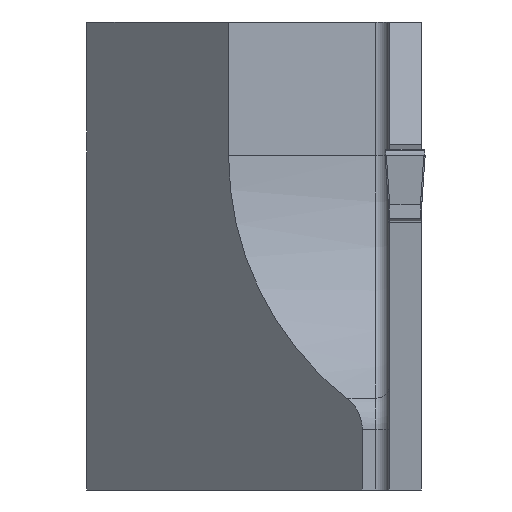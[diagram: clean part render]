
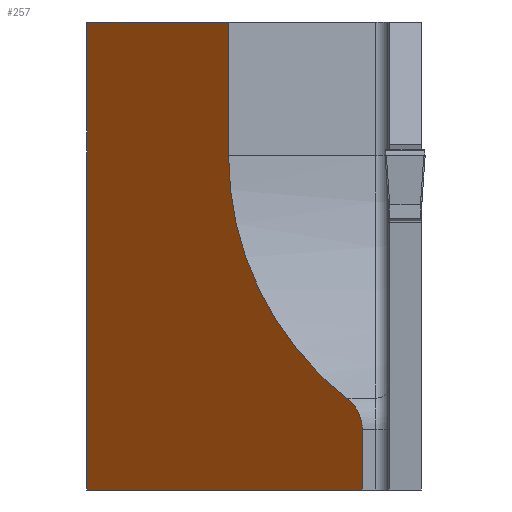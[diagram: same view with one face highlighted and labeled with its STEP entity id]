
A CAD part, left-side view. The second image highlights one B-rep face of the part: STEP entity #257.
In plain terms, the highlighted planar face has unit normal (-0.707, 0.707, 0).
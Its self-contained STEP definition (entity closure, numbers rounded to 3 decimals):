
#224=ELLIPSE('',#1047,4.243,3.);
#225=ELLIPSE('',#1063,32.527,23.);
#257=ADVANCED_FACE('',(#335),#296,.F.);
#296=PLANE('',#1076);
#335=FACE_OUTER_BOUND('',#381,.T.);
#381=EDGE_LOOP('',(#524,#525,#526,#527,#528,#529,#530));
#524=ORIENTED_EDGE('',*,*,#774,.F.);
#525=ORIENTED_EDGE('',*,*,#755,.F.);
#526=ORIENTED_EDGE('',*,*,#759,.F.);
#527=ORIENTED_EDGE('',*,*,#789,.F.);
#528=ORIENTED_EDGE('',*,*,#786,.F.);
#529=ORIENTED_EDGE('',*,*,#762,.F.);
#530=ORIENTED_EDGE('',*,*,#769,.F.);
#676=VERTEX_POINT('',#1383);
#677=VERTEX_POINT('',#1385);
#680=VERTEX_POINT('',#1392);
#681=VERTEX_POINT('',#1397);
#683=VERTEX_POINT('',#1400);
#687=VERTEX_POINT('',#1411);
#696=VERTEX_POINT('',#1446);
#755=EDGE_CURVE('',#676,#677,#875,.T.);
#759=EDGE_CURVE('',#680,#676,#224,.T.);
#762=EDGE_CURVE('',#681,#683,#880,.T.);
#769=EDGE_CURVE('',#687,#681,#886,.T.);
#774=EDGE_CURVE('',#677,#687,#890,.T.);
#786=EDGE_CURVE('',#683,#696,#901,.T.);
#789=EDGE_CURVE('',#696,#680,#225,.T.);
#875=LINE('',#1384,#965);
#880=LINE('',#1399,#970);
#886=LINE('',#1413,#976);
#890=LINE('',#1422,#980);
#901=LINE('',#1445,#991);
#965=VECTOR('',#1135,1.);
#970=VECTOR('',#1148,1.);
#976=VECTOR('',#1158,1.);
#980=VECTOR('',#1166,1.);
#991=VECTOR('',#1193,1.);
#1047=AXIS2_PLACEMENT_3D('',#1393,#1141,#1142);
#1063=AXIS2_PLACEMENT_3D('',#1451,#1198,#1199);
#1076=AXIS2_PLACEMENT_3D('',#1476,#1230,#1231);
#1135=DIRECTION('',(0.,0.,-1.));
#1141=DIRECTION('',(0.707,-0.707,0.));
#1142=DIRECTION('',(-0.707,-0.707,0.));
#1148=DIRECTION('',(-0.707,-0.707,0.));
#1158=DIRECTION('',(0.,0.,1.));
#1166=DIRECTION('',(0.707,0.707,0.));
#1193=DIRECTION('',(0.,0.,-1.));
#1198=DIRECTION('',(-0.707,0.707,0.));
#1199=DIRECTION('',(-0.707,-0.707,0.));
#1230=DIRECTION('',(0.707,-0.707,0.));
#1231=DIRECTION('',(0.707,0.707,0.));
#1383=CARTESIAN_POINT('',(13.,4.4,-20.494));
#1384=CARTESIAN_POINT('',(13.,4.4,30.));
#1385=CARTESIAN_POINT('',(13.,4.4,-25.));
#1392=CARTESIAN_POINT('',(14.154,5.554,-18.129));
#1393=CARTESIAN_POINT('',(16.,7.4,-20.494));
#1397=CARTESIAN_POINT('',(33.6,25.,10.));
#1399=CARTESIAN_POINT('',(33.6,25.,10.));
#1400=CARTESIAN_POINT('',(23.,14.4,10.));
#1411=CARTESIAN_POINT('',(33.6,25.,-25.));
#1413=CARTESIAN_POINT('',(33.6,25.,30.));
#1422=CARTESIAN_POINT('',(33.6,25.,-25.));
#1445=CARTESIAN_POINT('',(23.,14.4,30.));
#1446=CARTESIAN_POINT('',(23.,14.4,0.));
#1451=CARTESIAN_POINT('',(0.,-8.6,0.));
#1476=CARTESIAN_POINT('',(33.6,25.,30.));
